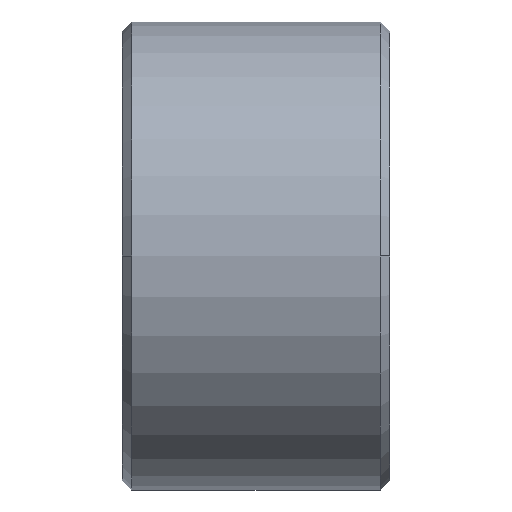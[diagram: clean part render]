
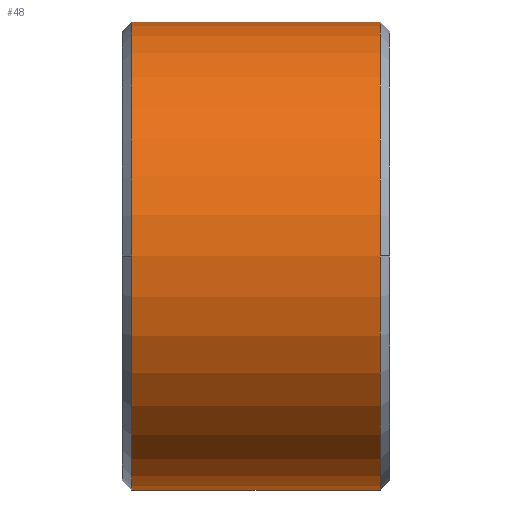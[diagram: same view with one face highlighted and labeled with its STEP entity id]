
A CAD part, front view. The second image highlights one B-rep face of the part: STEP entity #48.
In plain terms, the highlighted cylindrical face has radius 17.5 mm (diameter 35 mm), a partial arc.
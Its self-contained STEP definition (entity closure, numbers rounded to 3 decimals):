
#48=ADVANCED_FACE('',(#98),#99,.T.);
#98=FACE_OUTER_BOUND('',#149,.T.);
#99=CYLINDRICAL_SURFACE('',#150,17.5);
#149=EDGE_LOOP('',(#221,#222,#223,#224,#225,#226));
#150=AXIS2_PLACEMENT_3D('',#227,#228,#229);
#221=ORIENTED_EDGE('',*,*,#324,.T.);
#222=ORIENTED_EDGE('',*,*,#325,.T.);
#223=ORIENTED_EDGE('',*,*,#301,.T.);
#224=ORIENTED_EDGE('',*,*,#326,.T.);
#225=ORIENTED_EDGE('',*,*,#327,.T.);
#226=ORIENTED_EDGE('',*,*,#317,.T.);
#227=CARTESIAN_POINT('',(10.0,0.0,0.0));
#228=DIRECTION('',(1.0,0.0,0.0));
#229=DIRECTION('',(0.0,0.0,-1.0));
#301=EDGE_CURVE('',#350,#348,#351,.T.);
#317=EDGE_CURVE('',#379,#377,#380,.T.);
#324=EDGE_CURVE('',#377,#388,#389,.T.);
#325=EDGE_CURVE('',#388,#350,#390,.T.);
#326=EDGE_CURVE('',#348,#391,#392,.T.);
#327=EDGE_CURVE('',#391,#379,#393,.T.);
#348=VERTEX_POINT('',#415);
#350=VERTEX_POINT('',#417);
#351=CIRCLE('',#418,17.5);
#377=VERTEX_POINT('',#450);
#379=VERTEX_POINT('',#452);
#380=CIRCLE('',#453,17.5);
#388=VERTEX_POINT('',#462);
#389=LINE('',#463,#464);
#390=CIRCLE('',#465,17.5);
#391=VERTEX_POINT('',#466);
#392=LINE('',#467,#468);
#393=CIRCLE('',#469,17.5);
#415=CARTESIAN_POINT('',(19.3,0.,17.5));
#417=CARTESIAN_POINT('',(19.3,-17.5,0.));
#418=AXIS2_PLACEMENT_3D('',#492,#493,#494);
#450=CARTESIAN_POINT('',(0.7,0.,-17.5));
#452=CARTESIAN_POINT('',(0.7,-17.5,0.));
#453=AXIS2_PLACEMENT_3D('',#519,#520,#521);
#462=CARTESIAN_POINT('',(19.3,0.,-17.5));
#463=CARTESIAN_POINT('',(10.0,0.,-17.5));
#464=VECTOR('',#532,1.0);
#465=AXIS2_PLACEMENT_3D('',#533,#534,#535);
#466=CARTESIAN_POINT('',(0.7,0.,17.5));
#467=CARTESIAN_POINT('',(10.0,0.,17.5));
#468=VECTOR('',#536,1.0);
#469=AXIS2_PLACEMENT_3D('',#537,#538,#539);
#492=CARTESIAN_POINT('',(19.3,0.0,0.0));
#493=DIRECTION('',(-1.0,0.0,0.));
#494=DIRECTION('',(0.,0.0,-1.0));
#519=CARTESIAN_POINT('',(0.7,0.0,0.0));
#520=DIRECTION('',(1.0,0.0,0.));
#521=DIRECTION('',(0.,0.0,-1.0));
#532=DIRECTION('',(1.0,0.0,0.0));
#533=CARTESIAN_POINT('',(19.3,0.0,0.0));
#534=DIRECTION('',(-1.0,0.0,0.));
#535=DIRECTION('',(0.,0.0,-1.0));
#536=DIRECTION('',(-1.0,-0.0,-0.0));
#537=CARTESIAN_POINT('',(0.7,0.0,0.0));
#538=DIRECTION('',(1.0,0.0,0.));
#539=DIRECTION('',(0.,0.0,-1.0));
